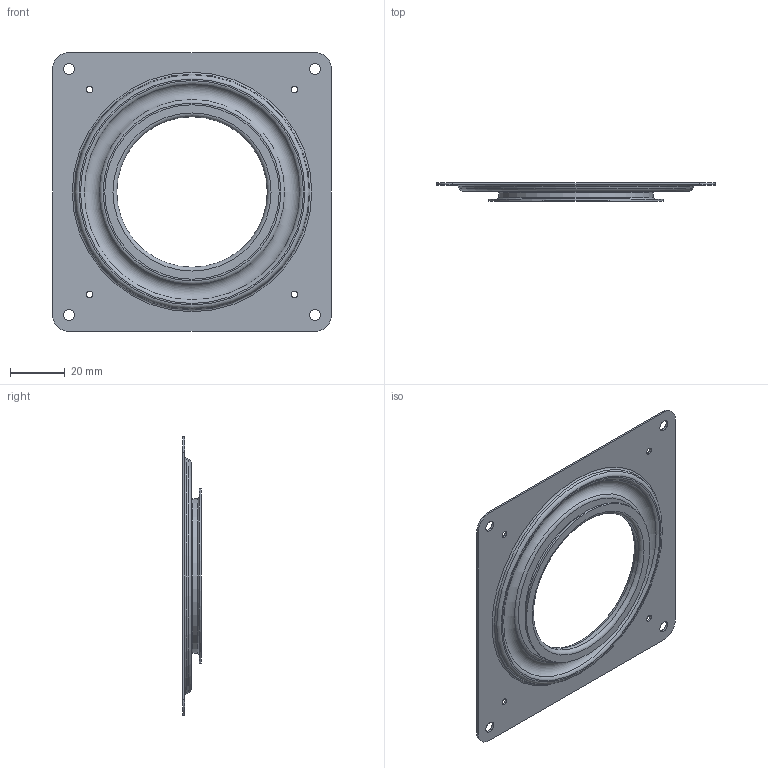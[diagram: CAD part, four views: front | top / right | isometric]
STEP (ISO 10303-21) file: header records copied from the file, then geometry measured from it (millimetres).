
FILE_DESCRIPTION(/* description */ (''),/* implementation_level */ '2;1');
FILE_NAME(/* name */ 'MSTR 4 Inch Locking Race_7719a.ipt.stp',/* time_stamp */ '2016-01-07T16:35:43-08:00',/* author */ ('Autodesk, Inc.'),/* organization */ (''),/* preprocessor_version */ 'ST-DEVELOPER v16.1',/* originating_system */ 'Autodesk Inventor 2016',/* authorisation */ '');
FILE_SCHEMA (('AUTOMOTIVE_DESIGN { 1 0 10303 214 3 1 1 }'));
Length unit declared in the file: inch
Products named in the file (1): MSTR 4 Inch Locking Race_7719a
Bounding box: 101.6 x 6.63 x 101.6 mm (x, y, z)
Volume: 7146.5 mm3; surface area: 19899.5 mm2
Topology: 1 solids, 1 shells, 43 faces, 97 edges, 62 vertices
Faces by surface type: cylinder 15, torus 14, plane 12, cone 2
Full cylindrical faces by diameter (mm): 2.388 x4, 3.962 x4, 54.864 x1, 56.337 x1, 63.581 x1
Entity records: 1108 total; most frequent: DIRECTION 204, CARTESIAN_POINT 168, ORIENTED_EDGE 132, EDGE_LOOP 94, AXIS2_PLACEMENT_3D 94, EDGE_CURVE 66, VERTEX_POINT 58, FACE_BOUND 51
